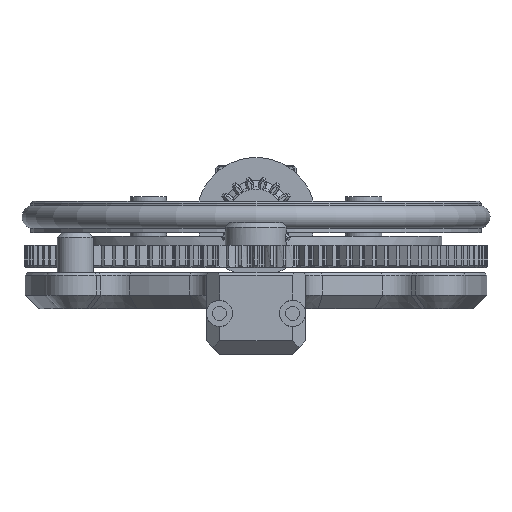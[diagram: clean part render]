
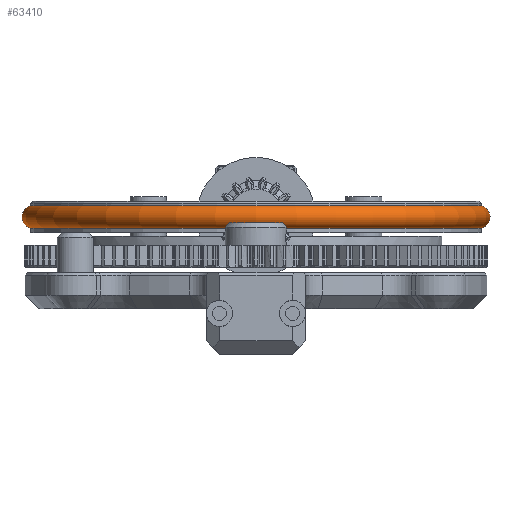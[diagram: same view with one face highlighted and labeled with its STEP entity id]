
A CAD part, front view. The second image highlights one B-rep face of the part: STEP entity #63410.
In plain terms, the highlighted toroidal (fillet/blend) face has major radius 48.946 mm and minor radius 2.556 mm.
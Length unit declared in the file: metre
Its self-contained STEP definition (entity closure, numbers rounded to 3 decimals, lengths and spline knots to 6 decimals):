
#11=TOROIDAL_SURFACE('',#70346,0.048946,0.002556);
#32281=ORIENTED_EDGE('',*,*,#42998,.T.);
#32282=ORIENTED_EDGE('',*,*,#42999,.F.);
#42998=EDGE_CURVE('',#49663,#49663,#51920,.T.);
#42999=EDGE_CURVE('',#49664,#49664,#51921,.T.);
#49663=VERTEX_POINT('',#120833);
#49664=VERTEX_POINT('',#120836);
#51920=CIRCLE('',#70345,0.0496);
#51921=CIRCLE('',#70347,0.0496);
#55521=EDGE_LOOP('',(#32281));
#55522=EDGE_LOOP('',(#32282));
#59193=FACE_BOUND('',#55521,.T.);
#59194=FACE_BOUND('',#55522,.T.);
#63410=ADVANCED_FACE('',(#59193,#59194),#11,.T.);
#70345=AXIS2_PLACEMENT_3D('',#120832,#87376,#87377);
#70346=AXIS2_PLACEMENT_3D('',#120834,#87378,#87379);
#70347=AXIS2_PLACEMENT_3D('',#120835,#87380,#87381);
#87376=DIRECTION('',(0.,0.,-1.));
#87377=DIRECTION('',(-1.,0.,0.));
#87378=DIRECTION('',(0.,0.,-1.));
#87379=DIRECTION('',(-1.,0.,0.));
#87380=DIRECTION('',(0.,0.,-1.));
#87381=DIRECTION('',(-1.,0.,0.));
#120832=CARTESIAN_POINT('',(0.,0.,0.00247));
#120833=CARTESIAN_POINT('',(-0.0496,0.,0.00247));
#120834=CARTESIAN_POINT('',(0.,0.,0.));
#120835=CARTESIAN_POINT('',(0.,0.,-0.00247));
#120836=CARTESIAN_POINT('',(-0.0496,0.,-0.00247));
